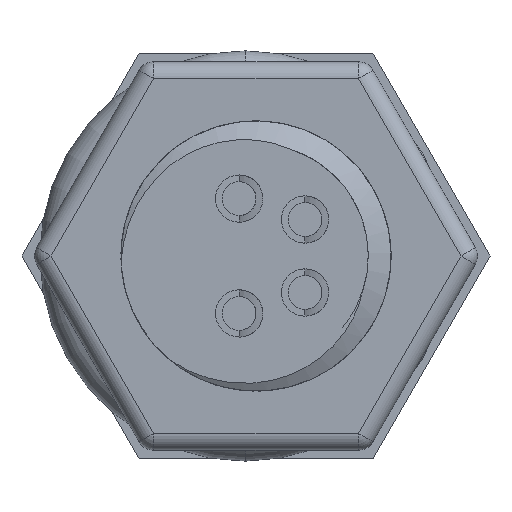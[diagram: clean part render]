
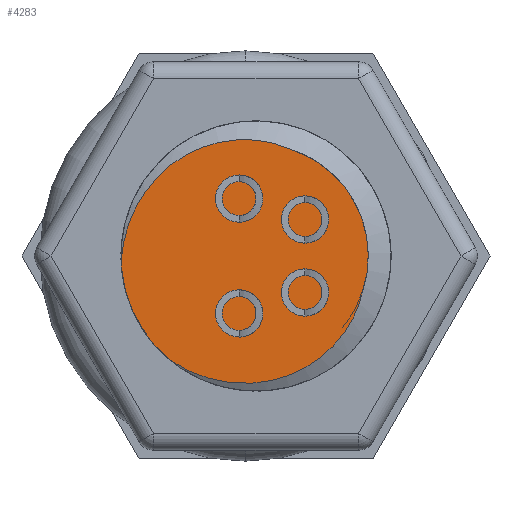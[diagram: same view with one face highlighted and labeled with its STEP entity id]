
A CAD part, front view. The second image highlights one B-rep face of the part: STEP entity #4283.
In plain terms, the highlighted planar face has unit normal (0, -1, 0).
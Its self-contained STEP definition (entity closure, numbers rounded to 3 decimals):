
#100 = CARTESIAN_POINT ( 'NONE',  ( -2.973, -9.5, -2.689 ) ) ;
#169 = CARTESIAN_POINT ( 'NONE',  ( 2.482, -9.5, 2.221 ) ) ;
#206 = CARTESIAN_POINT ( 'NONE',  ( 3.227, -9.5, -0.828 ) ) ;
#270 = CARTESIAN_POINT ( 'NONE',  ( 3.33, -9.5, 0.037 ) ) ;
#299 = CARTESIAN_POINT ( 'NONE',  ( -2.282, -9.5, 2.871 ) ) ;
#404 = CARTESIAN_POINT ( 'NONE',  ( 1.893, -9.5, -3.022 ) ) ;
#481 = CARTESIAN_POINT ( 'NONE',  ( 0.756, -9.5, 3.283 ) ) ;
#509 = CARTESIAN_POINT ( 'NONE',  ( -1.751, -9.5, 3.157 ) ) ;
#823 = CARTESIAN_POINT ( 'NONE',  ( -2.79, -9.5, -2.879 ) ) ;
#979 = CARTESIAN_POINT ( 'NONE',  ( 3.159, -9.5, -1.033 ) ) ;
#1168 = CARTESIAN_POINT ( 'NONE',  ( -3.264, -9.5, 1.943 ) ) ;
#1285 = ORIENTED_EDGE ( 'NONE', *, *, #1985, .T. ) ;
#1391 = CARTESIAN_POINT ( 'NONE',  ( 1.033, -9.5, 3.159 ) ) ;
#1616 = CARTESIAN_POINT ( 'NONE',  ( -3.774, -9.5, -1.35 ) ) ;
#1622 = ORIENTED_EDGE ( 'NONE', *, *, #1762, .T. ) ;
#1648 = CARTESIAN_POINT ( 'NONE',  ( 2.75, -9.5, 1.88 ) ) ;
#1762 = EDGE_CURVE ( 'NONE', #3355, #8552, #7445, .T. ) ;
#1763 = PLANE ( 'NONE',  #8463 ) ;
#1809 = CARTESIAN_POINT ( 'NONE',  ( -0.641, -9.5, -3.771 ) ) ;
#1838 = VERTEX_POINT ( 'NONE', #1391 ) ;
#1888 = CARTESIAN_POINT ( 'NONE',  ( -3.952, -9.5, 0.281 ) ) ;
#1899 = ORIENTED_EDGE ( 'NONE', *, *, #7951, .T. ) ;
#1902 = CARTESIAN_POINT ( 'NONE',  ( 0.554, -9.5, -3.677 ) ) ;
#1922 = CARTESIAN_POINT ( 'NONE',  ( -0.584, -9.5, 3.442 ) ) ;
#1985 = EDGE_CURVE ( 'NONE', #5675, #3355, #8584, .T. ) ;
#2042 = ORIENTED_EDGE ( 'NONE', *, *, #4956, .T. ) ;
#2118 = EDGE_LOOP ( 'NONE', ( #2042, #1899, #1285, #1622 ) ) ;
#2391 = CARTESIAN_POINT ( 'NONE',  ( 1.033, -9.5, 3.159 ) ) ;
#2428 = CARTESIAN_POINT ( 'NONE',  ( -1.331, -9.5, 3.319 ) ) ;
#2432 = CARTESIAN_POINT ( 'NONE',  ( 3.143, -9.5, 1.102 ) ) ;
#2455 = CARTESIAN_POINT ( 'NONE',  ( 0., -9.5, 0. ) ) ;
#2459 = CARTESIAN_POINT ( 'NONE',  ( -2.87, -9.5, 2.404 ) ) ;
#2510 = CARTESIAN_POINT ( 'NONE',  ( -1.232, -9.5, -3.678 ) ) ;
#2570 = CARTESIAN_POINT ( 'NONE',  ( -0.34, -9.5, -3.783 ) ) ;
#2686 = CARTESIAN_POINT ( 'NONE',  ( 0.02, -9.5, 3.433 ) ) ;
#3092 = CARTESIAN_POINT ( 'NONE',  ( 2.866, -9.5, 1.698 ) ) ;
#3128 = CARTESIAN_POINT ( 'NONE',  ( 3.26, -9.5, 0.684 ) ) ;
#3156 = CARTESIAN_POINT ( 'NONE',  ( -3.432, -9.5, 1.692 ) ) ;
#3239 = CARTESIAN_POINT ( 'NONE',  ( 3.095, -9.5, -1.33 ) ) ;
#3349 = CARTESIAN_POINT ( 'NONE',  ( -2.152, -9.5, 2.952 ) ) ;
#3355 = VERTEX_POINT ( 'NONE', #6655 ) ;
#3380 = CARTESIAN_POINT ( 'NONE',  ( -1.032, -9.5, 3.392 ) ) ;
#3807 = CARTESIAN_POINT ( 'NONE',  ( -3.965, -9.5, -0.589 ) ) ;
#3942 = CARTESIAN_POINT ( 'NONE',  ( 2.123, -9.5, -2.828 ) ) ;
#3971 = CARTESIAN_POINT ( 'NONE',  ( 2.539, -9.5, -2.393 ) ) ;
#4080 = B_SPLINE_CURVE_WITH_KNOTS ( 'NONE', 3,
 ( #2391, #481, #6928, #2686, #4779, #6681, #1922, #3380, #2428, #509, #5990, #3349, #299, #7394, #2459, #1168, #3156, #5256, #8356, #1888, #9078, #7625 ),
 .UNSPECIFIED., .F., .F.,
 ( 4, 2, 2, 2, 2, 2, 2, 2, 2, 2, 4 ),
 ( 0., 0.001, 0.001, 0.002, 0.003, 0.003, 0.004, 0.004, 0.005, 0.006, 0.007 ),
 .UNSPECIFIED. ) ;
#4283 = ADVANCED_FACE ( 'NONE', ( #5414 ), #1763, .T. ) ;
#4469 = CARTESIAN_POINT ( 'NONE',  ( 3.063, -9.5, 1.309 ) ) ;
#4471 = CARTESIAN_POINT ( 'NONE',  ( -3.438, -9.5, -2.061 ) ) ;
#4779 = CARTESIAN_POINT ( 'NONE',  ( -0.133, -9.5, 3.445 ) ) ;
#4956 = EDGE_CURVE ( 'NONE', #8552, #1838, #6457, .T. ) ;
#5204 = CARTESIAN_POINT ( 'NONE',  ( 1.821, -9.5, 2.79 ) ) ;
#5256 = CARTESIAN_POINT ( 'NONE',  ( -3.705, -9.5, 1.157 ) ) ;
#5280 = DIRECTION ( 'NONE',  ( 0., -1., 0. ) ) ;
#5414 = FACE_OUTER_BOUND ( 'NONE', #2118, .T. ) ;
#5477 = CARTESIAN_POINT ( 'NONE',  ( 3.159, -9.5, -1.033 ) ) ;
#5675 = VERTEX_POINT ( 'NONE', #6010 ) ;
#5800 = CARTESIAN_POINT ( 'NONE',  ( -2.589, -9.5, -3.05 ) ) ;
#5896 = CARTESIAN_POINT ( 'NONE',  ( 3.298, -9.5, 0.471 ) ) ;
#5948 = DIRECTION ( 'NONE',  ( 0., 0., -1. ) ) ;
#5990 = CARTESIAN_POINT ( 'NONE',  ( -1.887, -9.5, 3.095 ) ) ;
#6010 = CARTESIAN_POINT ( 'NONE',  ( -3.987, -9.5, -0.326 ) ) ;
#6033 = CARTESIAN_POINT ( 'NONE',  ( -2.342, -9.5, -3.225 ) ) ;
#6124 = CARTESIAN_POINT ( 'NONE',  ( 2.233, -9.5, -2.723 ) ) ;
#6433 = CARTESIAN_POINT ( 'NONE',  ( 3.159, -9.5, -1.033 ) ) ;
#6457 = B_SPLINE_CURVE_WITH_KNOTS ( 'NONE', 3,
 ( #6433, #206, #7372, #6715, #270, #5896, #3128, #2432, #4469, #3092, #1648, #169, #8802, #8110, #5204, #6623, #7399, #8863 ),
 .UNSPECIFIED., .F., .F.,
 ( 4, 2, 2, 2, 2, 2, 2, 2, 4 ),
 ( 0.2, 0.231, 0.262, 0.293, 0.325, 0.356, 0.387, 0.418, 0.45 ),
 .UNSPECIFIED. ) ;
#6623 = CARTESIAN_POINT ( 'NONE',  ( 1.442, -9.5, 3.002 ) ) ;
#6624 = CARTESIAN_POINT ( 'NONE',  ( -3.297, -9.5, -2.28 ) ) ;
#6655 = CARTESIAN_POINT ( 'NONE',  ( -2.589, -9.5, -3.05 ) ) ;
#6681 = CARTESIAN_POINT ( 'NONE',  ( -0.434, -9.5, 3.45 ) ) ;
#6715 = CARTESIAN_POINT ( 'NONE',  ( 3.326, -9.5, -0.186 ) ) ;
#6764 = CARTESIAN_POINT ( 'NONE',  ( -1.526, -9.5, -3.596 ) ) ;
#6817 = CARTESIAN_POINT ( 'NONE',  ( -2.08, -9.5, -3.369 ) ) ;
#6928 = CARTESIAN_POINT ( 'NONE',  ( 0.467, -9.5, 3.367 ) ) ;
#7313 = CARTESIAN_POINT ( 'NONE',  ( -3.918, -9.5, -0.849 ) ) ;
#7372 = CARTESIAN_POINT ( 'NONE',  ( 3.274, -9.5, -0.616 ) ) ;
#7394 = CARTESIAN_POINT ( 'NONE',  ( -2.65, -9.5, 2.608 ) ) ;
#7399 = CARTESIAN_POINT ( 'NONE',  ( 1.239, -9.5, 3.092 ) ) ;
#7445 = B_SPLINE_CURVE_WITH_KNOTS ( 'NONE', 3,
 ( #7449, #6033, #6817, #6764, #2510, #1809, #2570, #7605, #1902, #7571, #7480, #8341, #404, #3942, #6124, #3971, #7540, #8215, #3239, #5477 ),
 .UNSPECIFIED., .F., .F.,
 ( 4, 2, 2, 2, 2, 2, 2, 2, 2, 4 ),
 ( 0., 0.001, 0.002, 0.003, 0.004, 0.004, 0.005, 0.005, 0.006, 0.007 ),
 .UNSPECIFIED. ) ;
#7449 = CARTESIAN_POINT ( 'NONE',  ( -2.589, -9.5, -3.05 ) ) ;
#7480 = CARTESIAN_POINT ( 'NONE',  ( 1.396, -9.5, -3.354 ) ) ;
#7540 = CARTESIAN_POINT ( 'NONE',  ( 2.712, -9.5, -2.15 ) ) ;
#7571 = CARTESIAN_POINT ( 'NONE',  ( 1.121, -9.5, -3.487 ) ) ;
#7605 = CARTESIAN_POINT ( 'NONE',  ( 0.261, -9.5, -3.737 ) ) ;
#7625 = CARTESIAN_POINT ( 'NONE',  ( -3.987, -9.5, -0.326 ) ) ;
#7951 = EDGE_CURVE ( 'NONE', #1838, #5675, #4080, .T. ) ;
#7977 = CARTESIAN_POINT ( 'NONE',  ( -3.679, -9.5, -1.592 ) ) ;
#8110 = CARTESIAN_POINT ( 'NONE',  ( 1.998, -9.5, 2.666 ) ) ;
#8215 = CARTESIAN_POINT ( 'NONE',  ( 2.993, -9.5, -1.615 ) ) ;
#8341 = CARTESIAN_POINT ( 'NONE',  ( 1.773, -9.5, -3.111 ) ) ;
#8356 = CARTESIAN_POINT ( 'NONE',  ( -3.811, -9.5, 0.87 ) ) ;
#8463 = AXIS2_PLACEMENT_3D ( 'NONE', #2455, #5280, #5948 ) ;
#8552 = VERTEX_POINT ( 'NONE', #979 ) ;
#8584 = B_SPLINE_CURVE_WITH_KNOTS ( 'NONE', 3,
 ( #8736, #3807, #7313, #1616, #7977, #4471, #6624, #100, #823, #5800 ),
 .UNSPECIFIED., .F., .F.,
 ( 4, 2, 2, 2, 4 ),
 ( 0., 0.001, 0.002, 0.002, 0.003 ),
 .UNSPECIFIED. ) ;
#8736 = CARTESIAN_POINT ( 'NONE',  ( -3.987, -9.5, -0.326 ) ) ;
#8802 = CARTESIAN_POINT ( 'NONE',  ( 2.328, -9.5, 2.382 ) ) ;
#8863 = CARTESIAN_POINT ( 'NONE',  ( 1.033, -9.5, 3.159 ) ) ;
#9078 = CARTESIAN_POINT ( 'NONE',  ( -3.986, -9.5, -0.022 ) ) ;
